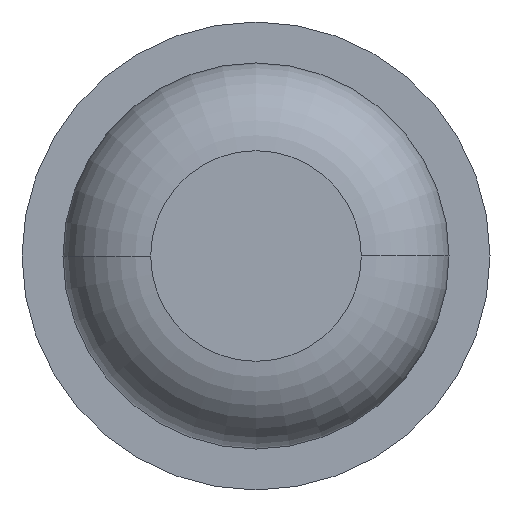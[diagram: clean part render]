
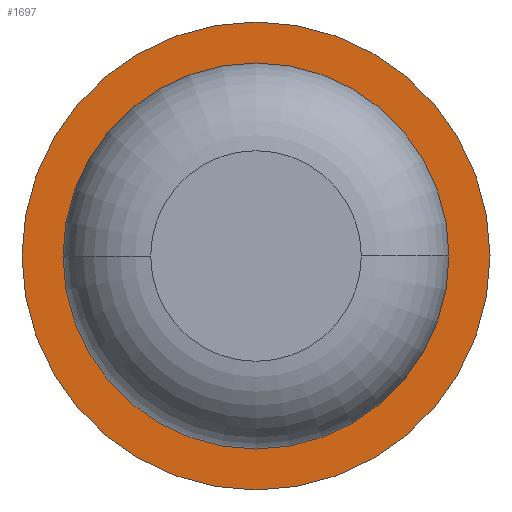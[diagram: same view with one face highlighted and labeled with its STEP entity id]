
A CAD part, front view. The second image highlights one B-rep face of the part: STEP entity #1697.
In plain terms, the highlighted planar face has unit normal (0, -1, 0).
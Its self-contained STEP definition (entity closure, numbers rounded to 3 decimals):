
#38 = EDGE_LOOP ( 'NONE', ( #2114, #1582 ) ) ;
#39 = DIRECTION ( 'NONE',  ( -1., 0., 0. ) ) ;
#51 = AXIS2_PLACEMENT_3D ( 'NONE', #757, #738, #3032 ) ;
#97 = EDGE_LOOP ( 'NONE', ( #2838, #2269 ) ) ;
#130 = CARTESIAN_POINT ( 'NONE',  ( 0., -6., 0. ) ) ;
#207 = AXIS2_PLACEMENT_3D ( 'NONE', #544, #236, #1968 ) ;
#236 = DIRECTION ( 'NONE',  ( 0., 1., 0. ) ) ;
#363 = EDGE_CURVE ( 'Defeature ausgef�hrt1_6+Defeature ausgef�hrt1_5+Defeature ausgef�hrt1_5+Defeature ausgef�hrt1_5', #495, #1388, #888, .T. ) ;
#407 = CARTESIAN_POINT ( 'NONE',  ( 0.825, -6., 0. ) ) ;
#481 = PLANE ( 'NONE',  #2979 ) ;
#495 = VERTEX_POINT ( 'NONE', #1706 ) ;
#544 = CARTESIAN_POINT ( 'NONE',  ( 0., -6., 0. ) ) ;
#608 = CIRCLE ( 'NONE', #51, 0.825 ) ;
#611 = CARTESIAN_POINT ( 'NONE',  ( -0.825, -6., 0. ) ) ;
#727 = DIRECTION ( 'NONE',  ( -1., 0., 0. ) ) ;
#738 = DIRECTION ( 'NONE',  ( 0., 1., 0. ) ) ;
#757 = CARTESIAN_POINT ( 'NONE',  ( 0., -6., 0. ) ) ;
#760 = EDGE_CURVE ( 'Defeature ausgef�hrt1_6+Defeature ausgef�hrt1_5+Defeature ausgef�hrt1_5+Defeature ausgef�hrt1_5', #1388, #495, #927, .T. ) ;
#888 = CIRCLE ( 'NONE', #1829, 1. ) ;
#927 = CIRCLE ( 'NONE', #207, 1. ) ;
#1101 = DIRECTION ( 'NONE',  ( -1., 0., 0. ) ) ;
#1388 = VERTEX_POINT ( 'NONE', #2390 ) ;
#1392 = VERTEX_POINT ( 'NONE', #407 ) ;
#1459 = EDGE_CURVE ( 'Defeature ausgef�hrt1_5+Defeature ausgef�hrt1_0+Defeature ausgef�hrt1_0+Defeature ausgef�hrt1_0', #1392, #1895, #608, .T. ) ;
#1508 = CARTESIAN_POINT ( 'NONE',  ( 0., -6., 0. ) ) ;
#1582 = ORIENTED_EDGE ( 'NONE', *, *, #760, .F. ) ;
#1697 = ADVANCED_FACE ( 'Defeature ausgef�hrt1_5', ( #3325, #2270 ), #481, .F. ) ;
#1706 = CARTESIAN_POINT ( 'NONE',  ( -1., -6., 0. ) ) ;
#1829 = AXIS2_PLACEMENT_3D ( 'NONE', #130, #2167, #727 ) ;
#1872 = EDGE_CURVE ( 'Defeature ausgef�hrt1_5+Defeature ausgef�hrt1_0+Defeature ausgef�hrt1_0+Defeature ausgef�hrt1_0', #1895, #1392, #2872, .T. ) ;
#1895 = VERTEX_POINT ( 'NONE', #611 ) ;
#1968 = DIRECTION ( 'NONE',  ( -1., 0., 0. ) ) ;
#2114 = ORIENTED_EDGE ( 'NONE', *, *, #363, .F. ) ;
#2167 = DIRECTION ( 'NONE',  ( 0., 1., 0. ) ) ;
#2269 = ORIENTED_EDGE ( 'NONE', *, *, #1459, .T. ) ;
#2270 = FACE_BOUND ( 'NONE', #97, .T. ) ;
#2390 = CARTESIAN_POINT ( 'NONE',  ( 1., -6., 0. ) ) ;
#2838 = ORIENTED_EDGE ( 'NONE', *, *, #1872, .T. ) ;
#2872 = CIRCLE ( 'NONE', #3722, 0.825 ) ;
#2979 = AXIS2_PLACEMENT_3D ( 'NONE', #3109, #3363, #1101 ) ;
#3032 = DIRECTION ( 'NONE',  ( -1., 0., 0. ) ) ;
#3109 = CARTESIAN_POINT ( 'NONE',  ( 0.825, -6., 0. ) ) ;
#3325 = FACE_OUTER_BOUND ( 'NONE', #38, .T. ) ;
#3363 = DIRECTION ( 'NONE',  ( 0., 1., 0. ) ) ;
#3505 = DIRECTION ( 'NONE',  ( 0., 1., 0. ) ) ;
#3722 = AXIS2_PLACEMENT_3D ( 'NONE', #1508, #3505, #39 ) ;
